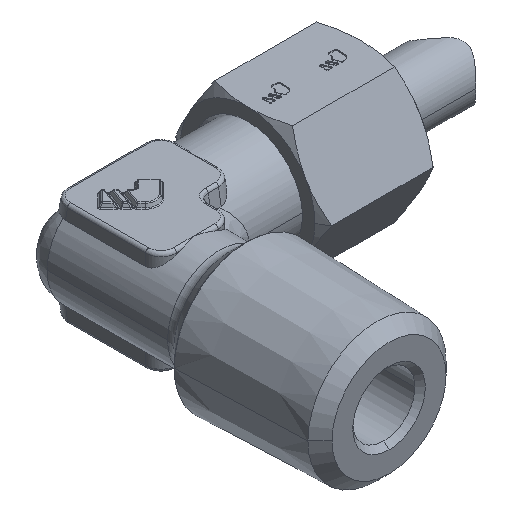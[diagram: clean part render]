
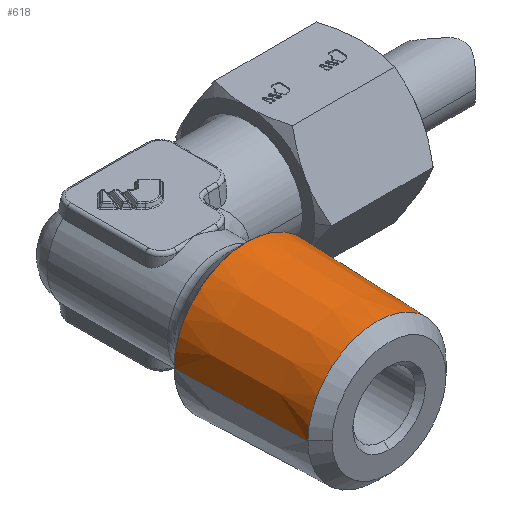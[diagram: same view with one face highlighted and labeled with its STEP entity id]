
A CAD part, isometric view. The second image highlights one B-rep face of the part: STEP entity #618.
In plain terms, the highlighted conical face has half-angle 1.78 degrees and reference radius 6.859 mm.
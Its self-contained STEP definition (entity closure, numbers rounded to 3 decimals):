
#618=ADVANCED_FACE('',(#1586),#1587,.T.);
#1586=FACE_OUTER_BOUND('',#3172,.T.);
#1587=CONICAL_SURFACE('',#3173,6.858,0.031);
#3172=EDGE_LOOP('',(#5769,#5770,#5771,#5772,#5773));
#3173=AXIS2_PLACEMENT_3D('',#5774,#5775,#5776);
#5769=ORIENTED_EDGE('',*,*,#9359,.T.);
#5770=ORIENTED_EDGE('',*,*,#9444,.T.);
#5771=ORIENTED_EDGE('',*,*,#9132,.T.);
#5772=ORIENTED_EDGE('',*,*,#9361,.T.);
#5773=ORIENTED_EDGE('',*,*,#9445,.F.);
#5774=CARTESIAN_POINT('',(0.0,-18.076,0.0));
#5775=DIRECTION('',(-0.0,1.0,-0.0));
#5776=DIRECTION('',(1.0,0.0,0.0));
#9132=EDGE_CURVE('',#10759,#10757,#10760,.T.);
#9359=EDGE_CURVE('',#11168,#11169,#11170,.T.);
#9361=EDGE_CURVE('',#10757,#11171,#11173,.T.);
#9444=EDGE_CURVE('',#11169,#10759,#11307,.T.);
#9445=EDGE_CURVE('',#11168,#11171,#11308,.T.);
#10757=VERTEX_POINT('',#13076);
#10759=VERTEX_POINT('',#13078);
#10760=CIRCLE('',#13079,7.053);
#11168=VERTEX_POINT('',#13948);
#11169=VERTEX_POINT('',#13949);
#11170=LINE('',#13950,#13951);
#11171=VERTEX_POINT('',#13952);
#11173=LINE('',#13954,#13955);
#11307=CIRCLE('',#14387,7.053);
#11308=CIRCLE('',#14388,6.664);
#13076=CARTESIAN_POINT('',(-7.053,-11.818,0.0));
#13078=CARTESIAN_POINT('',(-7.053,-11.818,0.068));
#13079=AXIS2_PLACEMENT_3D('',#17642,#17643,#17644);
#13948=CARTESIAN_POINT('',(6.664,-24.335,0.0));
#13949=CARTESIAN_POINT('',(7.053,-11.818,0.));
#13950=CARTESIAN_POINT('',(6.858,-18.076,0.));
#13951=VECTOR('',#17886,1.0);
#13952=CARTESIAN_POINT('',(-6.664,-24.335,0.));
#13954=CARTESIAN_POINT('',(-6.858,-18.076,0.));
#13955=VECTOR('',#17890,1.0);
#14387=AXIS2_PLACEMENT_3D('',#17987,#17988,#17989);
#14388=AXIS2_PLACEMENT_3D('',#17990,#17991,#17992);
#17642=CARTESIAN_POINT('',(0.0,-11.818,0.0));
#17643=DIRECTION('',(0.0,-1.0,0.0));
#17644=DIRECTION('',(1.0,0.0,0.0));
#17886=DIRECTION('',(0.031,1.,0.));
#17890=DIRECTION('',(0.031,-1.,0.));
#17987=CARTESIAN_POINT('',(0.0,-11.818,0.0));
#17988=DIRECTION('',(0.0,-1.0,0.0));
#17989=DIRECTION('',(1.0,0.0,0.0));
#17990=CARTESIAN_POINT('',(0.0,-24.335,0.0));
#17991=DIRECTION('',(0.0,-1.0,0.0));
#17992=DIRECTION('',(1.0,0.0,0.0));
